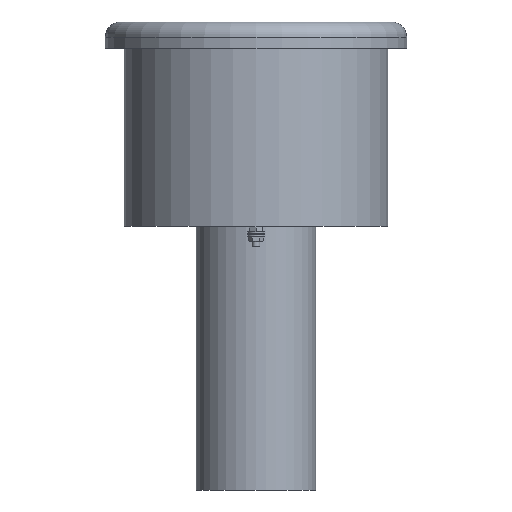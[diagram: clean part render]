
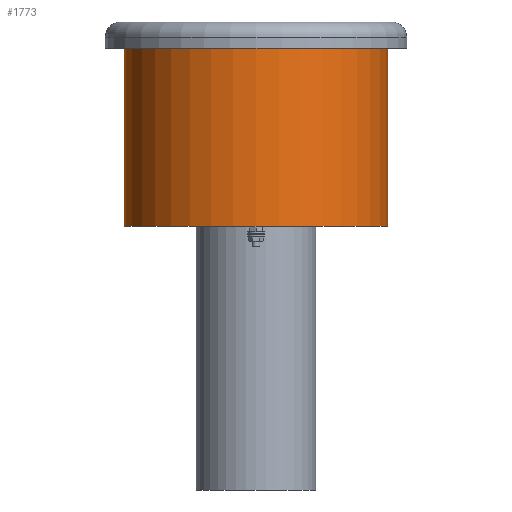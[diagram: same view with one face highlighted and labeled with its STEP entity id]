
A CAD part, front view. The second image highlights one B-rep face of the part: STEP entity #1773.
In plain terms, the highlighted cylindrical face has radius 70 mm (diameter 140 mm), a full revolution.
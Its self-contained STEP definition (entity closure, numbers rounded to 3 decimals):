
#61 = ORIENTED_EDGE ( 'NONE', *, *, #3210, .T. ) ;
#376 = CARTESIAN_POINT ( 'NONE',  ( 0., 0., -178.079 ) ) ;
#439 = ORIENTED_EDGE ( 'NONE', *, *, #3792, .F. ) ;
#468 = CARTESIAN_POINT ( 'NONE',  ( 0., 0., -74.079 ) ) ;
#661 = CYLINDRICAL_SURFACE ( 'NONE', #3433, 70. ) ;
#691 = VERTEX_POINT ( 'NONE', #3649 ) ;
#766 = DIRECTION ( 'NONE',  ( -1., 0., 0. ) ) ;
#824 = VERTEX_POINT ( 'NONE', #2075 ) ;
#1239 = CIRCLE ( 'NONE', #1736, 70. ) ;
#1346 = DIRECTION ( 'NONE',  ( 0., 0., 1. ) ) ;
#1426 = AXIS2_PLACEMENT_3D ( 'NONE', #3539, #2291, #766 ) ;
#1673 = EDGE_LOOP ( 'NONE', ( #439 ) ) ;
#1736 = AXIS2_PLACEMENT_3D ( 'NONE', #468, #1346, #2560 ) ;
#1773 = ADVANCED_FACE ( 'NONE', ( #1822, #2417 ), #661, .T. ) ;
#1822 = FACE_OUTER_BOUND ( 'NONE', #1673, .T. ) ;
#2075 = CARTESIAN_POINT ( 'NONE',  ( -70., 0., -178.079 ) ) ;
#2291 = DIRECTION ( 'NONE',  ( 0., 0., 1. ) ) ;
#2417 = FACE_OUTER_BOUND ( 'NONE', #2863, .T. ) ;
#2457 = DIRECTION ( 'NONE',  ( 0., 0., 1. ) ) ;
#2560 = DIRECTION ( 'NONE',  ( 0., 1., 0. ) ) ;
#2863 = EDGE_LOOP ( 'NONE', ( #61 ) ) ;
#3063 = DIRECTION ( 'NONE',  ( -1., 0., 0. ) ) ;
#3210 = EDGE_CURVE ( 'NONE', #824, #824, #3383, .T. ) ;
#3383 = CIRCLE ( 'NONE', #1426, 70. ) ;
#3433 = AXIS2_PLACEMENT_3D ( 'NONE', #376, #2457, #3063 ) ;
#3539 = CARTESIAN_POINT ( 'NONE',  ( 0., 0., -178.079 ) ) ;
#3649 = CARTESIAN_POINT ( 'NONE',  ( 0., 70., -74.079 ) ) ;
#3792 = EDGE_CURVE ( 'NONE', #691, #691, #1239, .T. ) ;
